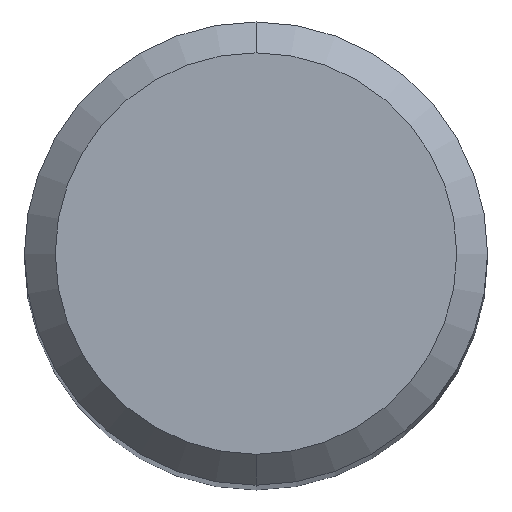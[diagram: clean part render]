
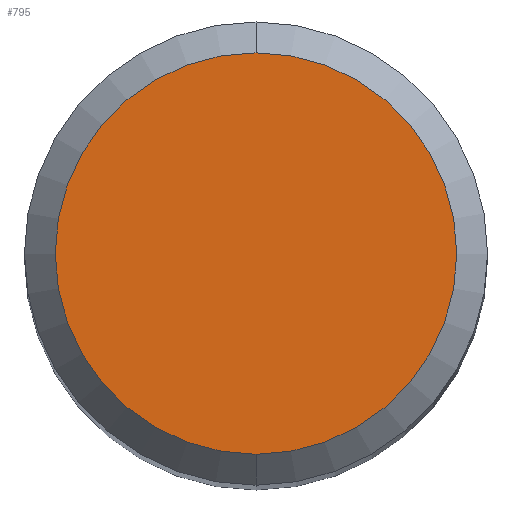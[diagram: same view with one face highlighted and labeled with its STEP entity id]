
A CAD part, top view. The second image highlights one B-rep face of the part: STEP entity #795.
In plain terms, the highlighted planar face has unit normal (0, 0, 1).
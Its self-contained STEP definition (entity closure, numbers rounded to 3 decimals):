
#723=EDGE_CURVE('',#1071,#1001,#1759,.T.);
#795=ADVANCED_FACE('',(#1836),#1837,.T.);
#949=EDGE_CURVE('',#1001,#1071,#2007,.T.);
#1001=VERTEX_POINT('',#2062);
#1071=VERTEX_POINT('',#2137);
#1759=CIRCLE('',#4163,2.6);
#1836=FACE_OUTER_BOUND('',#4365,.T.);
#1837=PLANE('',#4366);
#2007=CIRCLE('',#5432,2.6);
#2062=CARTESIAN_POINT('',(0.,-2.6,0.0));
#2137=CARTESIAN_POINT('',(0.0,2.6,0.0));
#4163=AXIS2_PLACEMENT_3D('',#8255,#8256,#8257);
#4365=EDGE_LOOP('',(#8328,#8329));
#4366=AXIS2_PLACEMENT_3D('',#8330,#8331,#8332);
#5432=AXIS2_PLACEMENT_3D('',#8524,#8525,#8526);
#8255=CARTESIAN_POINT('',(0.0,0.0,0.0));
#8256=DIRECTION('',(0.0,0.0,-1.0));
#8257=DIRECTION('',(0.0,1.0,0.0));
#8328=ORIENTED_EDGE('',*,*,#723,.F.);
#8329=ORIENTED_EDGE('',*,*,#949,.F.);
#8330=CARTESIAN_POINT('',(0.0,1.3,0.0));
#8331=DIRECTION('',(-0.0,0.0,1.0));
#8332=DIRECTION('',(0.0,-1.0,0.0));
#8524=CARTESIAN_POINT('',(0.0,0.0,0.0));
#8525=DIRECTION('',(0.0,0.0,-1.0));
#8526=DIRECTION('',(0.0,1.0,0.0));
